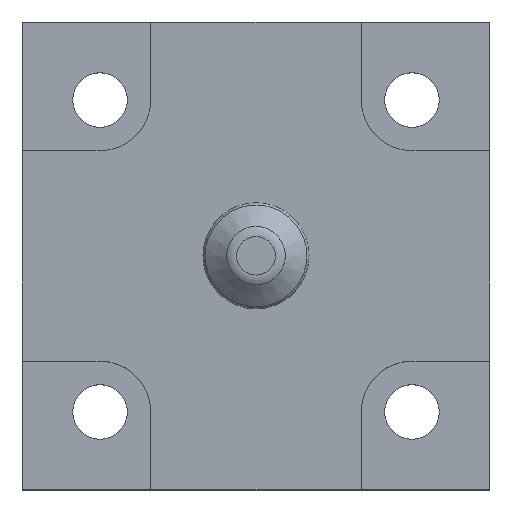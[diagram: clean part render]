
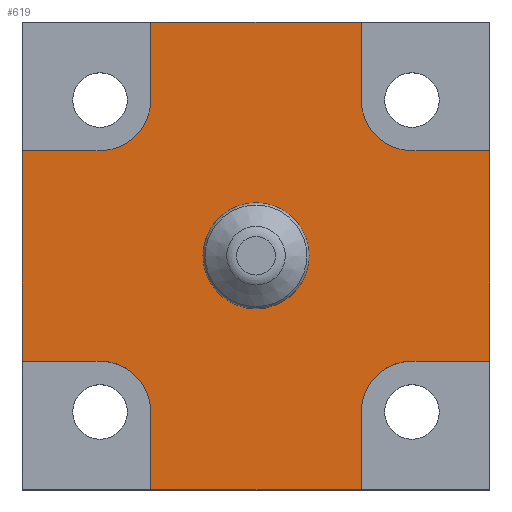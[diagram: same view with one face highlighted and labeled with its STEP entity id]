
A CAD part, top view. The second image highlights one B-rep face of the part: STEP entity #619.
In plain terms, the highlighted planar face has unit normal (0, 0, 1).
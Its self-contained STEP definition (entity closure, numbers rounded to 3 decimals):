
#27=FACE_BOUND('',#92,.T.);
#36=PLANE('',#671);
#56=FACE_OUTER_BOUND('',#91,.T.);
#91=EDGE_LOOP('',(#439,#440,#441,#442,#443,#444,#445,#446,#447,#448,#449,
#450,#451,#452,#453,#454));
#92=EDGE_LOOP('',(#455));
#135=LINE('',#932,#197);
#136=LINE('',#934,#198);
#137=LINE('',#936,#199);
#138=LINE('',#940,#200);
#139=LINE('',#942,#201);
#140=LINE('',#944,#202);
#141=LINE('',#948,#203);
#142=LINE('',#950,#204);
#143=LINE('',#952,#205);
#144=LINE('',#956,#206);
#145=LINE('',#958,#207);
#146=LINE('',#960,#208);
#197=VECTOR('',#743,10.);
#198=VECTOR('',#744,10.);
#199=VECTOR('',#745,10.);
#200=VECTOR('',#748,10.);
#201=VECTOR('',#749,10.);
#202=VECTOR('',#750,10.);
#203=VECTOR('',#753,10.);
#204=VECTOR('',#754,10.);
#205=VECTOR('',#755,10.);
#206=VECTOR('',#758,10.);
#207=VECTOR('',#759,10.);
#208=VECTOR('',#760,10.);
#258=CIRCLE('',#668,2.6);
#261=CIRCLE('',#672,3.25);
#262=CIRCLE('',#673,3.25);
#263=CIRCLE('',#674,3.25);
#264=CIRCLE('',#675,3.25);
#286=VERTEX_POINT('',#922);
#289=VERTEX_POINT('',#930);
#290=VERTEX_POINT('',#931);
#291=VERTEX_POINT('',#933);
#292=VERTEX_POINT('',#935);
#293=VERTEX_POINT('',#937);
#294=VERTEX_POINT('',#939);
#295=VERTEX_POINT('',#941);
#296=VERTEX_POINT('',#943);
#297=VERTEX_POINT('',#945);
#298=VERTEX_POINT('',#947);
#299=VERTEX_POINT('',#949);
#300=VERTEX_POINT('',#951);
#301=VERTEX_POINT('',#953);
#302=VERTEX_POINT('',#955);
#303=VERTEX_POINT('',#957);
#304=VERTEX_POINT('',#959);
#344=EDGE_CURVE('',#286,#286,#258,.T.);
#348=EDGE_CURVE('',#289,#290,#135,.T.);
#349=EDGE_CURVE('',#290,#291,#136,.T.);
#350=EDGE_CURVE('',#291,#292,#137,.T.);
#351=EDGE_CURVE('',#292,#293,#261,.T.);
#352=EDGE_CURVE('',#293,#294,#138,.T.);
#353=EDGE_CURVE('',#294,#295,#139,.T.);
#354=EDGE_CURVE('',#295,#296,#140,.T.);
#355=EDGE_CURVE('',#296,#297,#262,.T.);
#356=EDGE_CURVE('',#297,#298,#141,.T.);
#357=EDGE_CURVE('',#298,#299,#142,.T.);
#358=EDGE_CURVE('',#299,#300,#143,.T.);
#359=EDGE_CURVE('',#300,#301,#263,.T.);
#360=EDGE_CURVE('',#301,#302,#144,.T.);
#361=EDGE_CURVE('',#302,#303,#145,.T.);
#362=EDGE_CURVE('',#303,#304,#146,.T.);
#363=EDGE_CURVE('',#304,#289,#264,.T.);
#439=ORIENTED_EDGE('',*,*,#348,.T.);
#440=ORIENTED_EDGE('',*,*,#349,.T.);
#441=ORIENTED_EDGE('',*,*,#350,.T.);
#442=ORIENTED_EDGE('',*,*,#351,.T.);
#443=ORIENTED_EDGE('',*,*,#352,.T.);
#444=ORIENTED_EDGE('',*,*,#353,.T.);
#445=ORIENTED_EDGE('',*,*,#354,.T.);
#446=ORIENTED_EDGE('',*,*,#355,.T.);
#447=ORIENTED_EDGE('',*,*,#356,.T.);
#448=ORIENTED_EDGE('',*,*,#357,.T.);
#449=ORIENTED_EDGE('',*,*,#358,.T.);
#450=ORIENTED_EDGE('',*,*,#359,.T.);
#451=ORIENTED_EDGE('',*,*,#360,.T.);
#452=ORIENTED_EDGE('',*,*,#361,.T.);
#453=ORIENTED_EDGE('',*,*,#362,.T.);
#454=ORIENTED_EDGE('',*,*,#363,.T.);
#455=ORIENTED_EDGE('',*,*,#344,.F.);
#619=ADVANCED_FACE('',(#56,#27),#36,.T.);
#668=AXIS2_PLACEMENT_3D('',#923,#734,#735);
#671=AXIS2_PLACEMENT_3D('',#929,#741,#742);
#672=AXIS2_PLACEMENT_3D('',#938,#746,#747);
#673=AXIS2_PLACEMENT_3D('',#946,#751,#752);
#674=AXIS2_PLACEMENT_3D('',#954,#756,#757);
#675=AXIS2_PLACEMENT_3D('',#961,#761,#762);
#734=DIRECTION('center_axis',(0.,0.,1.));
#735=DIRECTION('ref_axis',(1.,0.,0.));
#741=DIRECTION('center_axis',(0.,0.,1.));
#742=DIRECTION('ref_axis',(1.,0.,0.));
#743=DIRECTION('',(0.,1.,0.));
#744=DIRECTION('',(-1.,0.,0.));
#745=DIRECTION('',(0.,-1.,0.));
#746=DIRECTION('center_axis',(0.,0.,-1.));
#747=DIRECTION('ref_axis',(-1.,0.,0.));
#748=DIRECTION('',(-1.,0.,0.));
#749=DIRECTION('',(0.,-1.,0.));
#750=DIRECTION('',(1.,0.,0.));
#751=DIRECTION('center_axis',(0.,0.,-1.));
#752=DIRECTION('ref_axis',(0.,-1.,0.));
#753=DIRECTION('',(0.,-1.,0.));
#754=DIRECTION('',(1.,0.,0.));
#755=DIRECTION('',(0.,1.,0.));
#756=DIRECTION('center_axis',(0.,0.,-1.));
#757=DIRECTION('ref_axis',(1.,0.,0.));
#758=DIRECTION('',(1.,0.,0.));
#759=DIRECTION('',(0.,1.,0.));
#760=DIRECTION('',(-1.,0.,0.));
#761=DIRECTION('center_axis',(0.,0.,-1.));
#762=DIRECTION('ref_axis',(0.,1.,0.));
#922=CARTESIAN_POINT('',(-2.6,0.,5.));
#923=CARTESIAN_POINT('Origin',(0.,0.,5.));
#929=CARTESIAN_POINT('Origin',(0.,0.,
5.));
#930=CARTESIAN_POINT('',(6.75,10.,5.));
#931=CARTESIAN_POINT('',(6.75,15.,5.));
#932=CARTESIAN_POINT('',(6.75,5.,5.));
#933=CARTESIAN_POINT('',(-6.75,15.,5.));
#934=CARTESIAN_POINT('',(-15.,15.,5.));
#935=CARTESIAN_POINT('',(-6.75,10.,5.));
#936=CARTESIAN_POINT('',(-6.75,7.5,5.));
#937=CARTESIAN_POINT('',(-10.,6.75,5.));
#938=CARTESIAN_POINT('Origin',(-10.,10.,5.));
#939=CARTESIAN_POINT('',(-15.,6.75,5.));
#940=CARTESIAN_POINT('',(-5.,6.75,5.));
#941=CARTESIAN_POINT('',(-15.,-6.75,5.));
#942=CARTESIAN_POINT('',(-15.,-15.,5.));
#943=CARTESIAN_POINT('',(-10.,-6.75,5.));
#944=CARTESIAN_POINT('',(-7.5,-6.75,5.));
#945=CARTESIAN_POINT('',(-6.75,-10.,5.));
#946=CARTESIAN_POINT('Origin',(-10.,-10.,5.));
#947=CARTESIAN_POINT('',(-6.75,-15.,5.));
#948=CARTESIAN_POINT('',(-6.75,-5.,5.));
#949=CARTESIAN_POINT('',(6.75,-15.,5.));
#950=CARTESIAN_POINT('',(15.,-15.,5.));
#951=CARTESIAN_POINT('',(6.75,-10.,5.));
#952=CARTESIAN_POINT('',(6.75,-7.5,5.));
#953=CARTESIAN_POINT('',(10.,-6.75,5.));
#954=CARTESIAN_POINT('Origin',(10.,-10.,5.));
#955=CARTESIAN_POINT('',(15.,-6.75,5.));
#956=CARTESIAN_POINT('',(5.,-6.75,5.));
#957=CARTESIAN_POINT('',(15.,6.75,5.));
#958=CARTESIAN_POINT('',(15.,15.,5.));
#959=CARTESIAN_POINT('',(10.,6.75,5.));
#960=CARTESIAN_POINT('',(7.5,6.75,5.));
#961=CARTESIAN_POINT('Origin',(10.,10.,5.));
